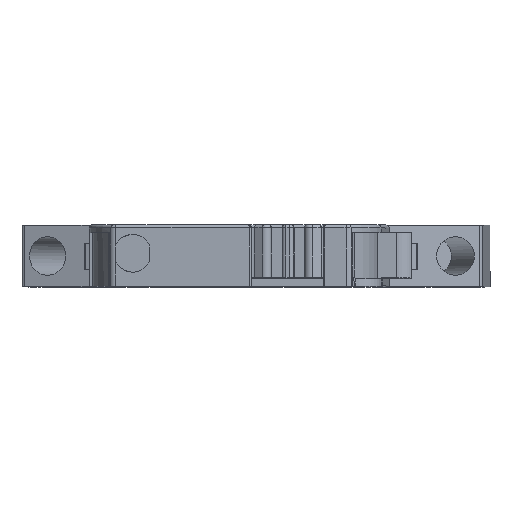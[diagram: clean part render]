
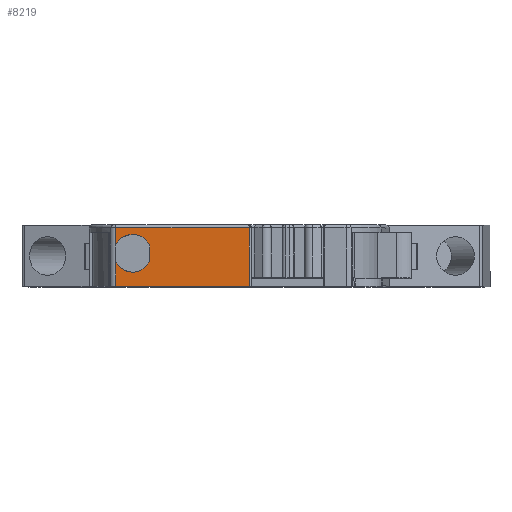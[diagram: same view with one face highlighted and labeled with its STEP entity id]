
A CAD part, top view. The second image highlights one B-rep face of the part: STEP entity #8219.
In plain terms, the highlighted planar face has unit normal (-0.08, 0, 0.997).
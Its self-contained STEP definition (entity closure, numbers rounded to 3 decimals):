
#350=CIRCLE('',#8532,2.45);
#351=CIRCLE('',#8535,2.45);
#822=LINE('',#12253,#1620);
#825=LINE('',#12261,#1623);
#827=LINE('',#12269,#1625);
#1140=LINE('',#13374,#1938);
#1192=LINE('',#13623,#1990);
#1194=LINE('',#13628,#1992);
#1620=VECTOR('',#9682,1000.);
#1623=VECTOR('',#9693,1000.);
#1625=VECTOR('',#9699,1000.);
#1938=VECTOR('',#10594,1000.);
#1990=VECTOR('',#10846,1000.);
#1992=VECTOR('',#10854,1000.);
#3783=ORIENTED_EDGE('',*,*,#5572,.T.);
#3784=ORIENTED_EDGE('',*,*,#5467,.T.);
#3785=ORIENTED_EDGE('',*,*,#4961,.F.);
#3786=ORIENTED_EDGE('',*,*,#4955,.T.);
#3787=ORIENTED_EDGE('',*,*,#4957,.T.);
#3788=ORIENTED_EDGE('',*,*,#4959,.T.);
#3789=ORIENTED_EDGE('',*,*,#4965,.F.);
#3790=ORIENTED_EDGE('',*,*,#5569,.F.);
#4955=EDGE_CURVE('',#6126,#6127,#350,.T.);
#4957=EDGE_CURVE('',#6127,#6128,#822,.T.);
#4959=EDGE_CURVE('',#6128,#6129,#351,.T.);
#4961=EDGE_CURVE('',#6126,#6130,#825,.T.);
#4965=EDGE_CURVE('',#6133,#6129,#827,.T.);
#5467=EDGE_CURVE('',#6491,#6130,#1140,.T.);
#5569=EDGE_CURVE('',#6531,#6133,#1192,.T.);
#5572=EDGE_CURVE('',#6531,#6491,#1194,.T.);
#6126=VERTEX_POINT('',#12246);
#6127=VERTEX_POINT('',#12248);
#6128=VERTEX_POINT('',#12252);
#6129=VERTEX_POINT('',#12256);
#6130=VERTEX_POINT('',#12262);
#6133=VERTEX_POINT('',#12268);
#6491=VERTEX_POINT('',#13375);
#6531=VERTEX_POINT('',#13622);
#7058=EDGE_LOOP('',(#3783,#3784,#3785,#3786,#3787,#3788,#3789,#3790));
#7529=FACE_BOUND('',#7058,.T.);
#7866=PLANE('',#8933);
#8219=ADVANCED_FACE('',(#7529),#7866,.F.);
#8532=AXIS2_PLACEMENT_3D('',#12249,#9677,#9678);
#8535=AXIS2_PLACEMENT_3D('',#12257,#9686,#9687);
#8933=AXIS2_PLACEMENT_3D('',#13627,#10852,#10853);
#9677=DIRECTION('',(0.08,0.,-0.997));
#9678=DIRECTION('',(0.997,0.,0.08));
#9682=DIRECTION('',(0.,-1.,0.));
#9686=DIRECTION('',(0.08,0.,-0.997));
#9687=DIRECTION('',(0.997,0.,0.08));
#9693=DIRECTION('',(0.,1.,0.));
#9699=DIRECTION('',(0.,1.,0.));
#10594=DIRECTION('',(-0.997,0.,-0.08));
#10846=DIRECTION('',(-0.997,0.,-0.08));
#10852=DIRECTION('',(0.08,0.,-0.997));
#10853=DIRECTION('',(-0.997,0.,-0.08));
#10854=DIRECTION('',(0.,1.,0.));
#12246=CARTESIAN_POINT('',(-16.989,-2.622,43.916));
#12248=CARTESIAN_POINT('',(-12.603,-2.622,44.268));
#12249=CARTESIAN_POINT('',(-14.796,-3.7,44.092));
#12252=CARTESIAN_POINT('',(-12.603,-4.778,44.268));
#12253=CARTESIAN_POINT('',(-12.603,-4.778,44.268));
#12256=CARTESIAN_POINT('',(-16.989,-4.778,43.916));
#12257=CARTESIAN_POINT('',(-14.796,-3.7,44.092));
#12261=CARTESIAN_POINT('',(-16.989,-8.,43.916));
#12262=CARTESIAN_POINT('',(-16.989,-0.4,43.916));
#12268=CARTESIAN_POINT('',(-16.989,-8.,43.916));
#12269=CARTESIAN_POINT('',(-16.989,-8.,43.916));
#13374=CARTESIAN_POINT('',(0.565,-0.4,45.324));
#13375=CARTESIAN_POINT('',(0.366,-0.4,45.308));
#13622=CARTESIAN_POINT('',(0.366,-8.,45.308));
#13623=CARTESIAN_POINT('',(0.565,-8.,45.324));
#13627=CARTESIAN_POINT('',(0.565,-8.,45.324));
#13628=CARTESIAN_POINT('',(0.366,-8.,45.308));
